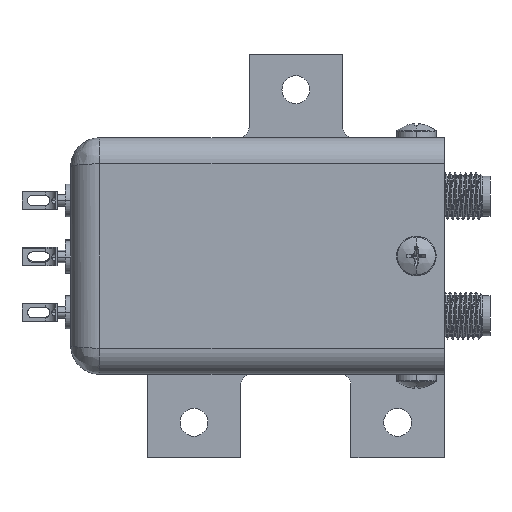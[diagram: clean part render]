
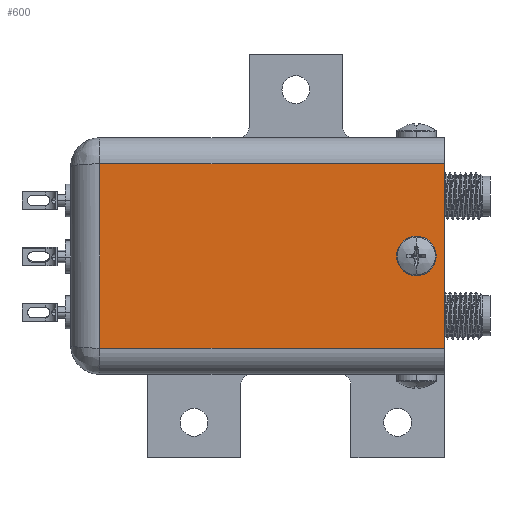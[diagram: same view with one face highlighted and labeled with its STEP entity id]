
A CAD part, left-side view. The second image highlights one B-rep face of the part: STEP entity #600.
In plain terms, the highlighted face is planar.
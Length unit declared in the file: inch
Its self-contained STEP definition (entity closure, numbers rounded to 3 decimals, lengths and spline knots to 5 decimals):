
#600 = ADVANCED_FACE ( 'NONE', ( #10119, #13336 ), #11067, .F. ) ;
#790 = ORIENTED_EDGE ( 'NONE', *, *, #11436, .F. ) ;
#812 = CARTESIAN_POINT ( 'NONE',  ( -0.0675, 0.15, 0.633 ) ) ;
#1713 = VECTOR ( 'NONE', #12304, 39.37008 ) ;
#1852 = VERTEX_POINT ( 'NONE', #8604 ) ;
#2077 = EDGE_LOOP ( 'NONE', ( #12572, #6262, #2289, #790 ) ) ;
#2091 = ORIENTED_EDGE ( 'NONE', *, *, #2944, .F. ) ;
#2152 = VERTEX_POINT ( 'NONE', #11465 ) ;
#2193 = CARTESIAN_POINT ( 'NONE',  ( -0.493, 0., 0.633 ) ) ;
#2289 = ORIENTED_EDGE ( 'NONE', *, *, #3138, .F. ) ;
#2718 = LINE ( 'NONE', #3535, #11371 ) ;
#2944 = EDGE_CURVE ( 'NONE', #8670, #11598, #7503, .T. ) ;
#2968 = LINE ( 'NONE', #6879, #11021 ) ;
#3138 = EDGE_CURVE ( 'NONE', #1852, #6708, #2968, .T. ) ;
#3535 = CARTESIAN_POINT ( 'NONE',  ( 0.493, 2., 0.633 ) ) ;
#4437 = AXIS2_PLACEMENT_3D ( 'NONE', #10327, #6076, #9235 ) ;
#4582 = CIRCLE ( 'NONE', #11151, 0.0675 ) ;
#4753 = EDGE_LOOP ( 'NONE', ( #4958, #2091 ) ) ;
#4958 = ORIENTED_EDGE ( 'NONE', *, *, #10882, .F. ) ;
#5139 = CARTESIAN_POINT ( 'NONE',  ( -0.493, 2., 0.633 ) ) ;
#5168 = LINE ( 'NONE', #11333, #1713 ) ;
#5632 = DIRECTION ( 'NONE',  ( 0., 0., 1. ) ) ;
#5768 = CARTESIAN_POINT ( 'NONE',  ( 0., 0.15, 0.633 ) ) ;
#6076 = DIRECTION ( 'NONE',  ( 0., 0., -1. ) ) ;
#6262 = ORIENTED_EDGE ( 'NONE', *, *, #12267, .F. ) ;
#6708 = VERTEX_POINT ( 'NONE', #2193 ) ;
#6879 = CARTESIAN_POINT ( 'NONE',  ( -0.633, 0., 0.633 ) ) ;
#7205 = LINE ( 'NONE', #5139, #12699 ) ;
#7257 = EDGE_CURVE ( 'NONE', #8957, #2152, #5168, .T. ) ;
#7503 = CIRCLE ( 'NONE', #12537, 0.0675 ) ;
#7640 = CARTESIAN_POINT ( 'NONE',  ( -0.493, 1.844, 0.633 ) ) ;
#7868 = DIRECTION ( 'NONE',  ( 0., -1., 0. ) ) ;
#8048 = DIRECTION ( 'NONE',  ( -1., 0., 0. ) ) ;
#8375 = DIRECTION ( 'NONE',  ( 0., 1., 0. ) ) ;
#8604 = CARTESIAN_POINT ( 'NONE',  ( 0.493, 0., 0.633 ) ) ;
#8670 = VERTEX_POINT ( 'NONE', #812 ) ;
#8704 = CARTESIAN_POINT ( 'NONE',  ( 0., 0.15, 0.633 ) ) ;
#8957 = VERTEX_POINT ( 'NONE', #7640 ) ;
#9235 = DIRECTION ( 'NONE',  ( -1., 0., 0. ) ) ;
#10119 = FACE_OUTER_BOUND ( 'NONE', #2077, .T. ) ;
#10327 = CARTESIAN_POINT ( 'NONE',  ( -0.633, 2., 0.633 ) ) ;
#10622 = DIRECTION ( 'NONE',  ( 1., 0., 0. ) ) ;
#10882 = EDGE_CURVE ( 'NONE', #11598, #8670, #4582, .T. ) ;
#11021 = VECTOR ( 'NONE', #8048, 39.37008 ) ;
#11067 = PLANE ( 'NONE',  #4437 ) ;
#11151 = AXIS2_PLACEMENT_3D ( 'NONE', #8704, #11639, #10622 ) ;
#11333 = CARTESIAN_POINT ( 'NONE',  ( -0.633, 1.844, 0.633 ) ) ;
#11371 = VECTOR ( 'NONE', #7868, 39.37008 ) ;
#11436 = EDGE_CURVE ( 'NONE', #2152, #1852, #2718, .T. ) ;
#11465 = CARTESIAN_POINT ( 'NONE',  ( 0.493, 1.844, 0.633 ) ) ;
#11598 = VERTEX_POINT ( 'NONE', #13540 ) ;
#11639 = DIRECTION ( 'NONE',  ( 0., 0., 1. ) ) ;
#11731 = DIRECTION ( 'NONE',  ( 1., 0., 0. ) ) ;
#12267 = EDGE_CURVE ( 'NONE', #6708, #8957, #7205, .T. ) ;
#12304 = DIRECTION ( 'NONE',  ( 1., 0., 0. ) ) ;
#12537 = AXIS2_PLACEMENT_3D ( 'NONE', #5768, #5632, #11731 ) ;
#12572 = ORIENTED_EDGE ( 'NONE', *, *, #7257, .F. ) ;
#12699 = VECTOR ( 'NONE', #8375, 39.37008 ) ;
#13336 = FACE_BOUND ( 'NONE', #4753, .T. ) ;
#13540 = CARTESIAN_POINT ( 'NONE',  ( 0.0675, 0.15, 0.633 ) ) ;
